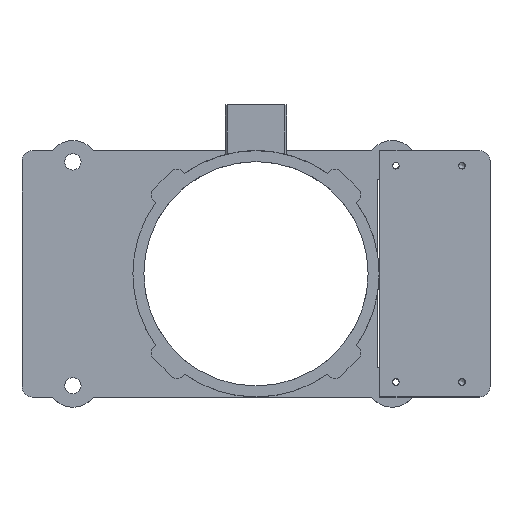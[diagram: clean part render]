
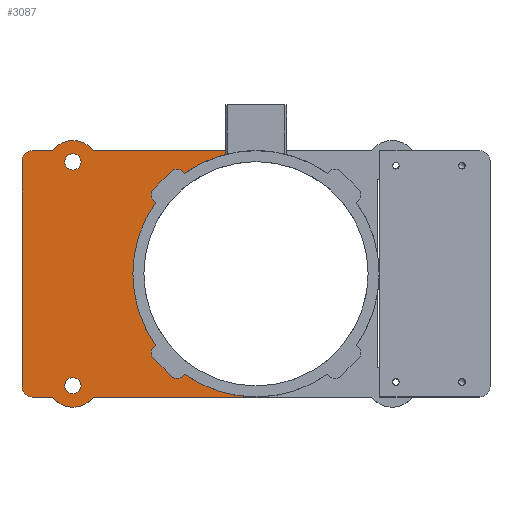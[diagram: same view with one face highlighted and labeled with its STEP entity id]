
A CAD part, top view. The second image highlights one B-rep face of the part: STEP entity #3087.
In plain terms, the highlighted planar face has unit normal (0, 0, 1).
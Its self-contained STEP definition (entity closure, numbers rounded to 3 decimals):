
#116=FACE_BOUND('',#497,.T.);
#117=FACE_BOUND('',#498,.T.);
#179=CIRCLE('',#3303,24.21);
#182=CIRCLE('',#3309,5.);
#183=CIRCLE('',#3310,2.);
#184=CIRCLE('',#3311,2.);
#185=CIRCLE('',#3312,5.);
#186=CIRCLE('',#3313,24.21);
#187=CIRCLE('',#3314,1.5);
#188=CIRCLE('',#3315,1.5);
#189=CIRCLE('',#3316,24.21);
#190=CIRCLE('',#3317,1.5);
#191=CIRCLE('',#3318,1.5);
#192=CIRCLE('',#3319,1.6);
#193=CIRCLE('',#3320,1.6);
#312=FACE_OUTER_BOUND('',#496,.T.);
#496=EDGE_LOOP('',(#2195,#2196,#2197,#2198,#2199,#2200,#2201,#2202,#2203,
#2204,#2205,#2206,#2207,#2208,#2209,#2210,#2211,#2212,#2213,#2214,#2215,
#2216,#2217));
#497=EDGE_LOOP('',(#2218));
#498=EDGE_LOOP('',(#2219));
#742=LINE('',#4756,#1038);
#757=LINE('',#4805,#1053);
#758=LINE('',#4809,#1054);
#759=LINE('',#4813,#1055);
#760=LINE('',#4817,#1056);
#761=LINE('',#4821,#1057);
#762=LINE('',#4825,#1058);
#763=LINE('',#4829,#1059);
#764=LINE('',#4833,#1060);
#765=LINE('',#4837,#1061);
#766=LINE('',#4841,#1062);
#767=LINE('',#4844,#1063);
#1038=VECTOR('',#3734,10.);
#1053=VECTOR('',#3787,10.);
#1054=VECTOR('',#3790,10.);
#1055=VECTOR('',#3793,10.);
#1056=VECTOR('',#3796,10.);
#1057=VECTOR('',#3799,10.);
#1058=VECTOR('',#3802,10.);
#1059=VECTOR('',#3805,10.);
#1060=VECTOR('',#3808,10.);
#1061=VECTOR('',#3811,10.);
#1062=VECTOR('',#3814,10.);
#1063=VECTOR('',#3817,10.);
#1362=VERTEX_POINT('',#4753);
#1363=VERTEX_POINT('',#4755);
#1372=VERTEX_POINT('',#4786);
#1378=VERTEX_POINT('',#4804);
#1379=VERTEX_POINT('',#4806);
#1380=VERTEX_POINT('',#4808);
#1381=VERTEX_POINT('',#4810);
#1382=VERTEX_POINT('',#4812);
#1383=VERTEX_POINT('',#4814);
#1384=VERTEX_POINT('',#4816);
#1385=VERTEX_POINT('',#4818);
#1386=VERTEX_POINT('',#4820);
#1387=VERTEX_POINT('',#4822);
#1388=VERTEX_POINT('',#4824);
#1389=VERTEX_POINT('',#4826);
#1390=VERTEX_POINT('',#4828);
#1391=VERTEX_POINT('',#4830);
#1392=VERTEX_POINT('',#4832);
#1393=VERTEX_POINT('',#4834);
#1394=VERTEX_POINT('',#4836);
#1395=VERTEX_POINT('',#4838);
#1396=VERTEX_POINT('',#4840);
#1397=VERTEX_POINT('',#4842);
#1398=VERTEX_POINT('',#4845);
#1399=VERTEX_POINT('',#4847);
#1677=EDGE_CURVE('',#1363,#1362,#742,.T.);
#1693=EDGE_CURVE('',#1363,#1372,#179,.T.);
#1702=EDGE_CURVE('',#1362,#1378,#757,.T.);
#1703=EDGE_CURVE('',#1378,#1379,#182,.T.);
#1704=EDGE_CURVE('',#1379,#1380,#758,.T.);
#1705=EDGE_CURVE('',#1381,#1380,#183,.T.);
#1706=EDGE_CURVE('',#1381,#1382,#759,.T.);
#1707=EDGE_CURVE('',#1383,#1382,#184,.T.);
#1708=EDGE_CURVE('',#1383,#1384,#760,.T.);
#1709=EDGE_CURVE('',#1384,#1385,#185,.T.);
#1710=EDGE_CURVE('',#1385,#1386,#761,.T.);
#1711=EDGE_CURVE('',#1387,#1386,#186,.T.);
#1712=EDGE_CURVE('',#1388,#1387,#762,.T.);
#1713=EDGE_CURVE('',#1389,#1388,#187,.F.);
#1714=EDGE_CURVE('',#1390,#1389,#763,.T.);
#1715=EDGE_CURVE('',#1391,#1390,#188,.F.);
#1716=EDGE_CURVE('',#1392,#1391,#764,.T.);
#1717=EDGE_CURVE('',#1393,#1392,#189,.T.);
#1718=EDGE_CURVE('',#1394,#1393,#765,.T.);
#1719=EDGE_CURVE('',#1395,#1394,#190,.F.);
#1720=EDGE_CURVE('',#1396,#1395,#766,.T.);
#1721=EDGE_CURVE('',#1397,#1396,#191,.F.);
#1722=EDGE_CURVE('',#1372,#1397,#767,.T.);
#1723=EDGE_CURVE('',#1398,#1398,#192,.T.);
#1724=EDGE_CURVE('',#1399,#1399,#193,.T.);
#2195=ORIENTED_EDGE('',*,*,#1677,.T.);
#2196=ORIENTED_EDGE('',*,*,#1702,.T.);
#2197=ORIENTED_EDGE('',*,*,#1703,.T.);
#2198=ORIENTED_EDGE('',*,*,#1704,.T.);
#2199=ORIENTED_EDGE('',*,*,#1705,.F.);
#2200=ORIENTED_EDGE('',*,*,#1706,.T.);
#2201=ORIENTED_EDGE('',*,*,#1707,.F.);
#2202=ORIENTED_EDGE('',*,*,#1708,.T.);
#2203=ORIENTED_EDGE('',*,*,#1709,.T.);
#2204=ORIENTED_EDGE('',*,*,#1710,.T.);
#2205=ORIENTED_EDGE('',*,*,#1711,.F.);
#2206=ORIENTED_EDGE('',*,*,#1712,.F.);
#2207=ORIENTED_EDGE('',*,*,#1713,.F.);
#2208=ORIENTED_EDGE('',*,*,#1714,.F.);
#2209=ORIENTED_EDGE('',*,*,#1715,.F.);
#2210=ORIENTED_EDGE('',*,*,#1716,.F.);
#2211=ORIENTED_EDGE('',*,*,#1717,.F.);
#2212=ORIENTED_EDGE('',*,*,#1718,.F.);
#2213=ORIENTED_EDGE('',*,*,#1719,.F.);
#2214=ORIENTED_EDGE('',*,*,#1720,.F.);
#2215=ORIENTED_EDGE('',*,*,#1721,.F.);
#2216=ORIENTED_EDGE('',*,*,#1722,.F.);
#2217=ORIENTED_EDGE('',*,*,#1693,.F.);
#2218=ORIENTED_EDGE('',*,*,#1723,.T.);
#2219=ORIENTED_EDGE('',*,*,#1724,.T.);
#2987=PLANE('',#3308);
#3087=ADVANCED_FACE('',(#312,#116,#117),#2987,.T.);
#3303=AXIS2_PLACEMENT_3D('',#4787,#3769,#3770);
#3308=AXIS2_PLACEMENT_3D('',#4803,#3785,#3786);
#3309=AXIS2_PLACEMENT_3D('',#4807,#3788,#3789);
#3310=AXIS2_PLACEMENT_3D('',#4811,#3791,#3792);
#3311=AXIS2_PLACEMENT_3D('',#4815,#3794,#3795);
#3312=AXIS2_PLACEMENT_3D('',#4819,#3797,#3798);
#3313=AXIS2_PLACEMENT_3D('',#4823,#3800,#3801);
#3314=AXIS2_PLACEMENT_3D('',#4827,#3803,#3804);
#3315=AXIS2_PLACEMENT_3D('',#4831,#3806,#3807);
#3316=AXIS2_PLACEMENT_3D('',#4835,#3809,#3810);
#3317=AXIS2_PLACEMENT_3D('',#4839,#3812,#3813);
#3318=AXIS2_PLACEMENT_3D('',#4843,#3815,#3816);
#3319=AXIS2_PLACEMENT_3D('',#4846,#3818,#3819);
#3320=AXIS2_PLACEMENT_3D('',#4848,#3820,#3821);
#3734=DIRECTION('',(0.,1.,0.));
#3769=DIRECTION('center_axis',(0.,0.,1.));
#3770=DIRECTION('ref_axis',(1.,0.,0.));
#3785=DIRECTION('center_axis',(0.,0.,1.));
#3786=DIRECTION('ref_axis',(1.,0.,0.));
#3787=DIRECTION('',(-1.,0.,0.));
#3788=DIRECTION('center_axis',(0.,0.,1.));
#3789=DIRECTION('ref_axis',(0.8,0.6,0.));
#3790=DIRECTION('',(-1.,0.,0.));
#3791=DIRECTION('center_axis',(0.,0.,-1.));
#3792=DIRECTION('ref_axis',(-0.707,0.707,0.));
#3793=DIRECTION('',(0.,-1.,0.));
#3794=DIRECTION('center_axis',(0.,0.,-1.));
#3795=DIRECTION('ref_axis',(-0.707,-0.707,0.));
#3796=DIRECTION('',(1.,0.,0.));
#3797=DIRECTION('center_axis',(0.,0.,1.));
#3798=DIRECTION('ref_axis',(-0.8,-0.6,0.));
#3799=DIRECTION('',(1.,0.,0.));
#3800=DIRECTION('center_axis',(0.,0.,1.));
#3801=DIRECTION('ref_axis',(1.,0.,0.));
#3802=DIRECTION('',(0.707,0.707,0.));
#3803=DIRECTION('center_axis',(0.,0.,-1.));
#3804=DIRECTION('ref_axis',(0.,-1.,0.));
#3805=DIRECTION('',(0.707,-0.707,0.));
#3806=DIRECTION('center_axis',(0.,0.,-1.));
#3807=DIRECTION('ref_axis',(-1.,0.,0.));
#3808=DIRECTION('',(-0.707,-0.707,0.));
#3809=DIRECTION('center_axis',(0.,0.,1.));
#3810=DIRECTION('ref_axis',(1.,0.,0.));
#3811=DIRECTION('',(0.707,-0.707,0.));
#3812=DIRECTION('center_axis',(0.,0.,-1.));
#3813=DIRECTION('ref_axis',(-1.,0.,0.));
#3814=DIRECTION('',(-0.707,-0.707,0.));
#3815=DIRECTION('center_axis',(0.,0.,-1.));
#3816=DIRECTION('ref_axis',(0.,1.,0.));
#3817=DIRECTION('',(-0.707,0.707,0.));
#3818=DIRECTION('center_axis',(0.,0.,-1.));
#3819=DIRECTION('ref_axis',(-1.,0.,0.));
#3820=DIRECTION('center_axis',(0.,0.,-1.));
#3821=DIRECTION('ref_axis',(-1.,0.,0.));
#4753=CARTESIAN_POINT('',(-6.,24.21,5.));
#4755=CARTESIAN_POINT('',(-6.,23.455,5.));
#4756=CARTESIAN_POINT('',(-6.,12.105,5.));
#4786=CARTESIAN_POINT('',(-14.055,19.712,5.));
#4787=CARTESIAN_POINT('Origin',(0.,0.,5.));
#4803=CARTESIAN_POINT('Origin',(-23.,0.,5.));
#4804=CARTESIAN_POINT('',(-32.,24.21,5.));
#4805=CARTESIAN_POINT('',(30.,24.21,5.));
#4806=CARTESIAN_POINT('',(-40.,24.21,5.));
#4807=CARTESIAN_POINT('Origin',(-36.,21.21,5.));
#4808=CARTESIAN_POINT('',(-44.,24.21,5.));
#4809=CARTESIAN_POINT('',(30.,24.21,5.));
#4810=CARTESIAN_POINT('',(-46.,22.21,5.));
#4811=CARTESIAN_POINT('Origin',(-44.,22.21,5.));
#4812=CARTESIAN_POINT('',(-46.,-22.21,5.));
#4813=CARTESIAN_POINT('',(-46.,24.21,5.));
#4814=CARTESIAN_POINT('',(-44.,-24.21,5.));
#4815=CARTESIAN_POINT('Origin',(-44.,-22.21,5.));
#4816=CARTESIAN_POINT('',(-40.,-24.21,5.));
#4817=CARTESIAN_POINT('',(-46.,-24.21,5.));
#4818=CARTESIAN_POINT('',(-32.,-24.21,5.));
#4819=CARTESIAN_POINT('Origin',(-36.,-21.21,5.));
#4820=CARTESIAN_POINT('',(0.,-24.21,5.));
#4821=CARTESIAN_POINT('',(-46.,-24.21,5.));
#4822=CARTESIAN_POINT('',(-14.055,-19.712,5.));
#4823=CARTESIAN_POINT('Origin',(0.,0.,5.));
#4824=CARTESIAN_POINT('',(-14.496,-20.153,5.));
#4825=CARTESIAN_POINT('',(-12.114,-17.771,5.));
#4826=CARTESIAN_POINT('',(-16.617,-20.153,5.));
#4827=CARTESIAN_POINT('Origin',(-15.556,-19.092,5.));
#4828=CARTESIAN_POINT('',(-20.153,-16.617,5.));
#4829=CARTESIAN_POINT('',(-25.549,-11.221,5.));
#4830=CARTESIAN_POINT('',(-20.153,-14.496,5.));
#4831=CARTESIAN_POINT('Origin',(-19.092,-15.556,5.));
#4832=CARTESIAN_POINT('',(-19.712,-14.055,5.));
#4833=CARTESIAN_POINT('',(-17.02,-11.363,5.));
#4834=CARTESIAN_POINT('',(-19.712,14.055,5.));
#4835=CARTESIAN_POINT('Origin',(0.,0.,5.));
#4836=CARTESIAN_POINT('',(-20.153,14.496,5.));
#4837=CARTESIAN_POINT('',(-17.771,12.114,5.));
#4838=CARTESIAN_POINT('',(-20.153,16.617,5.));
#4839=CARTESIAN_POINT('Origin',(-19.092,15.556,5.));
#4840=CARTESIAN_POINT('',(-16.617,20.153,5.));
#4841=CARTESIAN_POINT('',(-22.721,14.049,5.));
#4842=CARTESIAN_POINT('',(-14.496,20.153,5.));
#4843=CARTESIAN_POINT('Origin',(-15.556,19.092,5.));
#4844=CARTESIAN_POINT('',(-11.363,17.02,5.));
#4845=CARTESIAN_POINT('',(-34.4,22.,5.));
#4846=CARTESIAN_POINT('Origin',(-36.,22.,5.));
#4847=CARTESIAN_POINT('',(-34.4,-22.,5.));
#4848=CARTESIAN_POINT('Origin',(-36.,-22.,5.));
